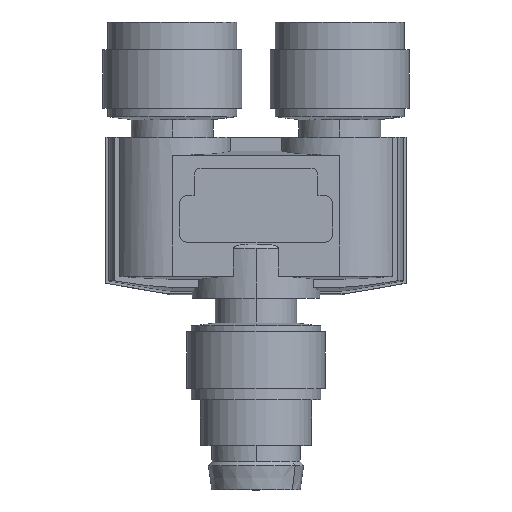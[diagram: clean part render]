
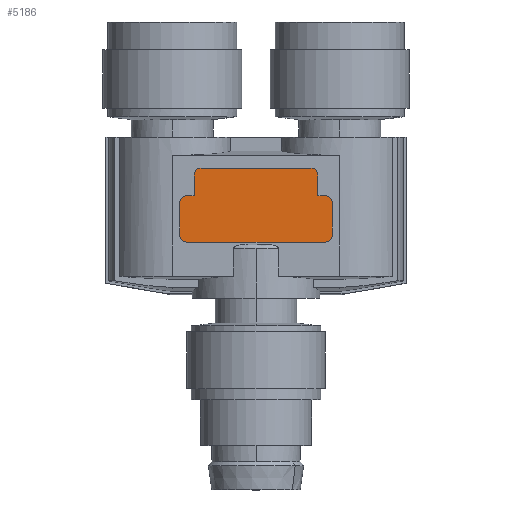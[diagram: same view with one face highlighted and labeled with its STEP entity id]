
A CAD part, top view. The second image highlights one B-rep face of the part: STEP entity #5186.
In plain terms, the highlighted planar face has unit normal (0, 0, 1).
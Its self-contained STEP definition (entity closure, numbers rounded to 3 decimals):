
#1305=DIRECTION('',(1.,0.,0.));
#1306=VECTOR('',#1305,7.919);
#1307=CARTESIAN_POINT('',(-32.99,2.68,4.1));
#1308=LINE('',#1307,#1306);
#1326=DIRECTION('',(0.,1.,0.));
#1327=VECTOR('',#1326,1.49);
#1328=CARTESIAN_POINT('',(-33.49,0.69,4.1));
#1329=LINE('',#1328,#1327);
#1354=DIRECTION('',(0.,1.,0.));
#1355=VECTOR('',#1354,2.342);
#1356=CARTESIAN_POINT('',(-34.53,-2.152,4.1));
#1357=LINE('',#1356,#1355);
#1375=DIRECTION('',(-1.,0.,0.));
#1376=VECTOR('',#1375,10.);
#1377=CARTESIAN_POINT('',(-24.03,-2.652,4.1));
#1378=LINE('',#1377,#1376);
#1396=DIRECTION('',(0.,-1.,0.));
#1397=VECTOR('',#1396,2.342);
#1398=CARTESIAN_POINT('',(-23.53,0.19,4.1));
#1399=LINE('',#1398,#1397);
#1417=CARTESIAN_POINT('',(-25.07,2.18,4.1));
#1418=DIRECTION('',(0.,0.,1.));
#1419=DIRECTION('',(1.,0.,0.));
#1420=AXIS2_PLACEMENT_3D('',#1417,#1418,#1419);
#1425=DIRECTION('',(0.,1.,0.));
#1426=VECTOR('',#1425,1.49);
#1427=CARTESIAN_POINT('',(-24.57,0.69,4.1));
#1428=LINE('',#1427,#1426);
#1432=DIRECTION('',(-1.,0.,0.));
#1433=VECTOR('',#1432,0.54);
#1434=CARTESIAN_POINT('',(-24.03,0.69,4.1));
#1435=LINE('',#1434,#1433);
#1439=CARTESIAN_POINT('',(-24.03,0.19,4.1));
#1440=DIRECTION('',(0.,0.,1.));
#1441=DIRECTION('',(1.,0.,0.));
#1442=AXIS2_PLACEMENT_3D('',#1439,#1440,#1441);
#1447=CARTESIAN_POINT('',(-24.03,-2.152,4.1));
#1448=DIRECTION('',(0.,0.,1.));
#1449=DIRECTION('',(0.,-1.,0.));
#1450=AXIS2_PLACEMENT_3D('',#1447,#1448,#1449);
#1455=CARTESIAN_POINT('',(-34.03,-2.152,4.1));
#1456=DIRECTION('',(0.,0.,1.));
#1457=DIRECTION('',(-1.,0.,0.));
#1458=AXIS2_PLACEMENT_3D('',#1455,#1456,#1457);
#1463=CARTESIAN_POINT('',(-34.03,0.19,4.1));
#1464=DIRECTION('',(0.,0.,1.));
#1465=DIRECTION('',(0.,1.,0.));
#1466=AXIS2_PLACEMENT_3D('',#1463,#1464,#1465);
#1471=DIRECTION('',(-1.,0.,0.));
#1472=VECTOR('',#1471,0.54);
#1473=CARTESIAN_POINT('',(-33.49,0.69,4.1));
#1474=LINE('',#1473,#1472);
#1478=CARTESIAN_POINT('',(-32.99,2.18,4.1));
#1479=DIRECTION('',(0.,0.,1.));
#1480=DIRECTION('',(0.,1.,0.));
#1481=AXIS2_PLACEMENT_3D('',#1478,#1479,#1480);
#3839=CARTESIAN_POINT('',(-34.53,-2.152,4.1));
#3840=VERTEX_POINT('',#3839);
#3841=CARTESIAN_POINT('',(-34.03,-2.652,4.1));
#3842=VERTEX_POINT('',#3841);
#3843=CARTESIAN_POINT('',(-34.53,0.19,4.1));
#3844=VERTEX_POINT('',#3843);
#3845=CARTESIAN_POINT('',(-24.03,-2.652,4.1));
#3846=VERTEX_POINT('',#3845);
#3847=CARTESIAN_POINT('',(-24.57,0.69,4.1));
#3848=CARTESIAN_POINT('',(-24.57,2.18,4.1));
#3849=VERTEX_POINT('',#3847);
#3850=VERTEX_POINT('',#3848);
#3851=CARTESIAN_POINT('',(-24.03,0.69,4.1));
#3852=VERTEX_POINT('',#3851);
#3853=CARTESIAN_POINT('',(-23.53,0.19,4.1));
#3854=VERTEX_POINT('',#3853);
#3855=CARTESIAN_POINT('',(-23.53,-2.152,4.1));
#3856=VERTEX_POINT('',#3855);
#3857=CARTESIAN_POINT('',(-34.03,0.69,4.1));
#3858=VERTEX_POINT('',#3857);
#3859=CARTESIAN_POINT('',(-33.49,0.69,4.1));
#3860=VERTEX_POINT('',#3859);
#3861=CARTESIAN_POINT('',(-33.49,2.18,4.1));
#3862=VERTEX_POINT('',#3861);
#3863=CARTESIAN_POINT('',(-32.99,2.68,4.1));
#3864=VERTEX_POINT('',#3863);
#3865=CARTESIAN_POINT('',(-25.07,2.68,4.1));
#3866=VERTEX_POINT('',#3865);
#5165=CARTESIAN_POINT('',(-30.959,-0.819,4.1));
#5166=DIRECTION('',(0.,0.,-1.));
#5167=DIRECTION('',(-1.,0.,0.));
#5168=AXIS2_PLACEMENT_3D('',#5165,#5166,#5167);
#5169=PLANE('',#5168);
#5170=ORIENTED_EDGE('',*,*,#5007,.F.);
#5171=ORIENTED_EDGE('',*,*,#4993,.F.);
#5172=ORIENTED_EDGE('',*,*,#4979,.F.);
#5173=ORIENTED_EDGE('',*,*,#5160,.F.);
#5174=ORIENTED_EDGE('',*,*,#5147,.T.);
#5175=ORIENTED_EDGE('',*,*,#5133,.F.);
#5176=ORIENTED_EDGE('',*,*,#5119,.T.);
#5177=ORIENTED_EDGE('',*,*,#5105,.F.);
#5178=ORIENTED_EDGE('',*,*,#5091,.T.);
#5179=ORIENTED_EDGE('',*,*,#5077,.F.);
#5180=ORIENTED_EDGE('',*,*,#5063,.F.);
#5181=ORIENTED_EDGE('',*,*,#5049,.T.);
#5182=ORIENTED_EDGE('',*,*,#5035,.F.);
#5183=ORIENTED_EDGE('',*,*,#5021,.T.);
#5184=EDGE_LOOP('',(#5170,#5171,#5172,#5173,#5174,#5175,#5176,#5177,#5178,#5179,
#5180,#5181,#5182,#5183));
#5185=FACE_OUTER_BOUND('',#5184,.F.);
#5186=ADVANCED_FACE('',(#5185),#5169,.F.);
#1421=CIRCLE('',#1420,0.5);
#1443=CIRCLE('',#1442,0.5);
#1451=CIRCLE('',#1450,0.5);
#1459=CIRCLE('',#1458,0.5);
#1467=CIRCLE('',#1466,0.5);
#1482=CIRCLE('',#1481,0.5);
#4979=EDGE_CURVE('',#3852,#3849,#1435,.T.);
#4993=EDGE_CURVE('',#3849,#3850,#1428,.T.);
#5007=EDGE_CURVE('',#3850,#3866,#1421,.T.);
#5021=EDGE_CURVE('',#3864,#3866,#1308,.T.);
#5035=EDGE_CURVE('',#3864,#3862,#1482,.T.);
#5049=EDGE_CURVE('',#3860,#3862,#1329,.T.);
#5063=EDGE_CURVE('',#3860,#3858,#1474,.T.);
#5077=EDGE_CURVE('',#3858,#3844,#1467,.T.);
#5091=EDGE_CURVE('',#3840,#3844,#1357,.T.);
#5105=EDGE_CURVE('',#3840,#3842,#1459,.T.);
#5119=EDGE_CURVE('',#3846,#3842,#1378,.T.);
#5133=EDGE_CURVE('',#3846,#3856,#1451,.T.);
#5147=EDGE_CURVE('',#3854,#3856,#1399,.T.);
#5160=EDGE_CURVE('',#3854,#3852,#1443,.T.);
